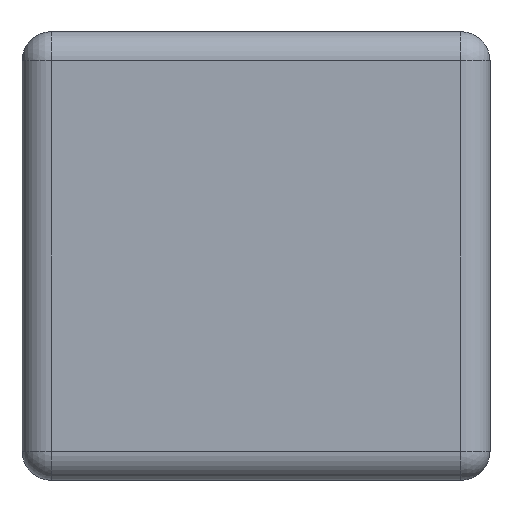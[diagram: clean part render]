
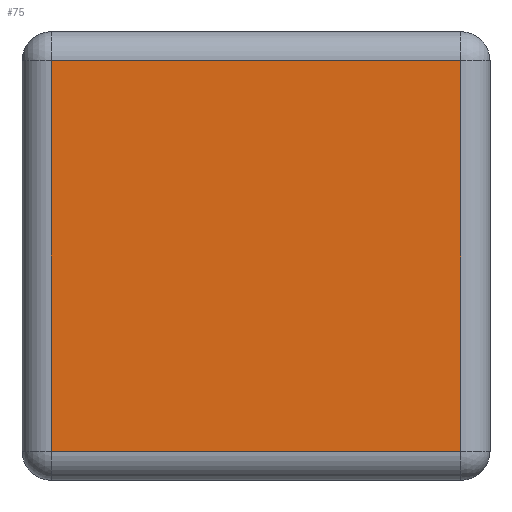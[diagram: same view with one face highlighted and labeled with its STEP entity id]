
A CAD part, left-side view. The second image highlights one B-rep face of the part: STEP entity #75.
In plain terms, the highlighted planar face has unit normal (-1, 0, 0).
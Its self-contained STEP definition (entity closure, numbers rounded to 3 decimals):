
#29 = VECTOR ( 'NONE', #386, 1000. ) ;
#68 = EDGE_CURVE ( 'NONE', #972, #1093, #1111, .T. ) ;
#75 = ADVANCED_FACE ( 'NONE', ( #116 ), #1087, .F. ) ;
#116 = FACE_OUTER_BOUND ( 'NONE', #1105, .T. ) ;
#129 = CARTESIAN_POINT ( 'NONE',  ( -6.05, 4.85, -2.023 ) ) ;
#139 = CARTESIAN_POINT ( 'NONE',  ( -6.05, 4.85, 2.022 ) ) ;
#199 = CARTESIAN_POINT ( 'NONE',  ( -6.05, 4.548, 2.022 ) ) ;
#280 = CARTESIAN_POINT ( 'NONE',  ( -6.05, 4.548, -2.023 ) ) ;
#298 = LINE ( 'NONE', #574, #29 ) ;
#323 = DIRECTION ( 'NONE',  ( 0., 0., -1. ) ) ;
#338 = ORIENTED_EDGE ( 'NONE', *, *, #419, .T. ) ;
#346 = VERTEX_POINT ( 'NONE', #579 ) ;
#355 = VERTEX_POINT ( 'NONE', #199 ) ;
#386 = DIRECTION ( 'NONE',  ( 0., 0., 1. ) ) ;
#419 = EDGE_CURVE ( 'NONE', #355, #972, #929, .T. ) ;
#435 = CARTESIAN_POINT ( 'NONE',  ( -6.05, 4.85, -2.325 ) ) ;
#512 = CARTESIAN_POINT ( 'NONE',  ( -6.05, 4.548, -2.325 ) ) ;
#524 = EDGE_CURVE ( 'NONE', #346, #355, #796, .T. ) ;
#534 = VECTOR ( 'NONE', #1002, 1000. ) ;
#574 = CARTESIAN_POINT ( 'NONE',  ( -6.05, 0.302, -2.325 ) ) ;
#579 = CARTESIAN_POINT ( 'NONE',  ( -6.05, 0.302, 2.022 ) ) ;
#714 = DIRECTION ( 'NONE',  ( 1., 0., 0. ) ) ;
#725 = ORIENTED_EDGE ( 'NONE', *, *, #68, .T. ) ;
#796 = LINE ( 'NONE', #139, #1143 ) ;
#832 = EDGE_CURVE ( 'NONE', #1093, #346, #298, .T. ) ;
#875 = CARTESIAN_POINT ( 'NONE',  ( -6.05, 0.302, -2.023 ) ) ;
#929 = LINE ( 'NONE', #512, #1159 ) ;
#968 = ORIENTED_EDGE ( 'NONE', *, *, #524, .T. ) ;
#972 = VERTEX_POINT ( 'NONE', #280 ) ;
#1002 = DIRECTION ( 'NONE',  ( 0., -1., 0. ) ) ;
#1065 = ORIENTED_EDGE ( 'NONE', *, *, #832, .T. ) ;
#1087 = PLANE ( 'NONE',  #1194 ) ;
#1093 = VERTEX_POINT ( 'NONE', #875 ) ;
#1105 = EDGE_LOOP ( 'NONE', ( #338, #725, #1065, #968 ) ) ;
#1107 = DIRECTION ( 'NONE',  ( 0., 1., 0. ) ) ;
#1111 = LINE ( 'NONE', #129, #534 ) ;
#1143 = VECTOR ( 'NONE', #1107, 1000. ) ;
#1159 = VECTOR ( 'NONE', #1278, 1000. ) ;
#1194 = AXIS2_PLACEMENT_3D ( 'NONE', #435, #714, #323 ) ;
#1278 = DIRECTION ( 'NONE',  ( 0., 0., -1. ) ) ;
